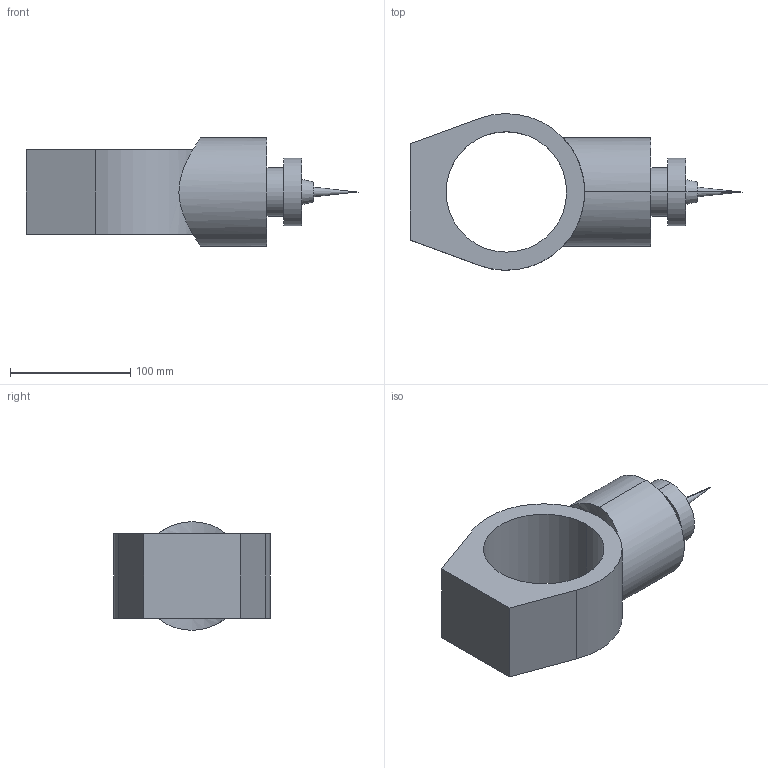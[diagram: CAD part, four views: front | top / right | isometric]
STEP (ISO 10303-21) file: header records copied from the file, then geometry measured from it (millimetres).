
FILE_DESCRIPTION (( 'STEP AP214' ), '1' );
FILE_NAME ('Part5_Link4.STEP', '2023-03-05T08:22:51', ( '' ), ( '' ), 'SwSTEP 2.0', 'SolidWorks 2022', '' );
FILE_SCHEMA (( 'AUTOMOTIVE_DESIGN' ));
Length unit declared in the file: millimetre
Products named in the file (1): Part5_Link4
Bounding box: 275.54 x 129.97 x 90 mm (x, y, z)
Volume: 955756.8 mm3; surface area: 95313.9 mm2
Topology: 1 solids, 1 shells, 25 faces, 56 edges, 35 vertices
Faces by surface type: cylinder 12, plane 9, cone 4
Entity records: 1000 total; most frequent: CARTESIAN_POINT 267, DIRECTION 126, ORIENTED_EDGE 108, EDGE_CURVE 54, AXIS2_PLACEMENT_3D 52, VERTEX_POINT 35, EDGE_LOOP 31, CIRCLE 26
